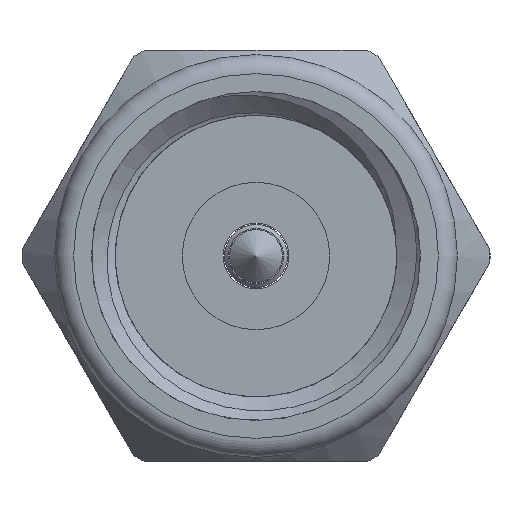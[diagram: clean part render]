
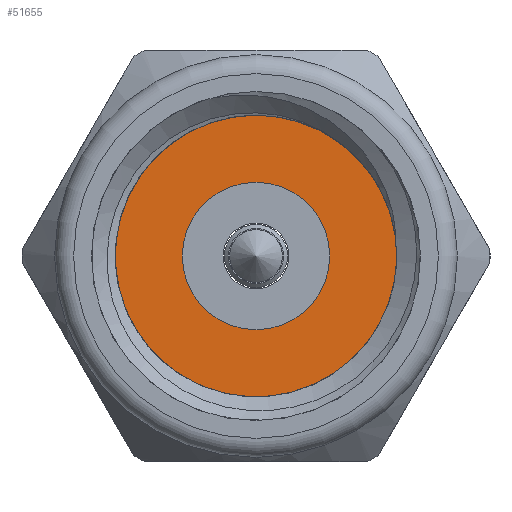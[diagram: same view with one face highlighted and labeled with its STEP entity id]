
A CAD part, left-side view. The second image highlights one B-rep face of the part: STEP entity #51655.
In plain terms, the highlighted planar face has unit normal (-1, 0, 0).
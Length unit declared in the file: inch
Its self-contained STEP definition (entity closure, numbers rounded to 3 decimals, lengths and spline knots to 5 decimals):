
#62 = FACE_OUTER_BOUND ( 'NONE', #39946, .T. ) ;
#2081 = B_SPLINE_CURVE_WITH_KNOTS ( 'NONE', 3,
 ( #35023, #17476, #25685, #9836, #34210, #38912 ),
 .UNSPECIFIED., .F., .F.,
 ( 4, 2, 4 ),
 ( 0., 0.00108, 0.00217 ),
 .UNSPECIFIED. ) ;
#3265 = CARTESIAN_POINT ( 'NONE',  ( 0.15, -0.031, -0.11822 ) ) ;
#6439 = DIRECTION ( 'NONE',  ( 0., 0., 1. ) ) ;
#6739 = VECTOR ( 'NONE', #6439, 39.37008 ) ;
#7391 = CARTESIAN_POINT ( 'NONE',  ( 0.15, 0.05366, 0.09421 ) ) ;
#7896 = LINE ( 'NONE', #12023, #6739 ) ;
#9836 = CARTESIAN_POINT ( 'NONE',  ( 0.15, 0.09867, 0.04366 ) ) ;
#12023 = CARTESIAN_POINT ( 'NONE',  ( 0.15, 0., 0. ) ) ;
#12755 = CIRCLE ( 'NONE', #14514, 0.125 ) ;
#12852 = CARTESIAN_POINT ( 'NONE',  ( 0.15, -0.07301, -0.10146 ) ) ;
#12924 = PLANE ( 'NONE',  #15205 ) ;
#13685 = CARTESIAN_POINT ( 'NONE',  ( 0.15, -0.07301, -0.10146 ) ) ;
#13689 = EDGE_CURVE ( 'NONE', #18376, #18376, #24005, .T. ) ;
#14514 = AXIS2_PLACEMENT_3D ( 'NONE', #40607, #27900, #32301 ) ;
#15137 = ORIENTED_EDGE ( 'NONE', *, *, #29268, .T. ) ;
#15205 = AXIS2_PLACEMENT_3D ( 'NONE', #33201, #37074, #21414 ) ;
#15260 = VERTEX_POINT ( 'NONE', #20075 ) ;
#16204 = FACE_BOUND ( 'NONE', #51349, .T. ) ;
#16302 = CARTESIAN_POINT ( 'NONE',  ( 0.15, 0., 0.125 ) ) ;
#16810 = VERTEX_POINT ( 'NONE', #16302 ) ;
#17168 = ORIENTED_EDGE ( 'NONE', *, *, #33141, .F. ) ;
#17476 = CARTESIAN_POINT ( 'NONE',  ( 0.15, 0.07402, 0.07851 ) ) ;
#18376 = VERTEX_POINT ( 'NONE', #43129 ) ;
#19707 = CARTESIAN_POINT ( 'NONE',  ( 0.15, 0.10416, -0.04019 ) ) ;
#19997 = CARTESIAN_POINT ( 'NONE',  ( 0.15, 0.01148, 0.11106 ) ) ;
#20075 = CARTESIAN_POINT ( 'NONE',  ( 0.15, 0., 0.11177 ) ) ;
#20538 = CARTESIAN_POINT ( 'NONE',  ( 0.15, -0.06331, -0.10755 ) ) ;
#21154 = ORIENTED_EDGE ( 'NONE', *, *, #31804, .T. ) ;
#21414 = DIRECTION ( 'NONE',  ( 0., 0., 1. ) ) ;
#24005 = CIRCLE ( 'NONE', #50373, 0.056 ) ;
#24661 = ORIENTED_EDGE ( 'NONE', *, *, #13689, .F. ) ;
#25158 = CARTESIAN_POINT ( 'NONE',  ( 0.15, 0.04637, -0.1077 ) ) ;
#25685 = CARTESIAN_POINT ( 'NONE',  ( 0.15, 0.08386, 0.06788 ) ) ;
#27635 = CARTESIAN_POINT ( 'NONE',  ( 0.15, 0.10575, 0.01604 ) ) ;
#27900 = DIRECTION ( 'NONE',  ( -1., 0., 0. ) ) ;
#27912 = CARTESIAN_POINT ( 'NONE',  ( 0.15, 0.06247, 0.08682 ) ) ;
#28735 = CARTESIAN_POINT ( 'NONE',  ( 0.15, 0.02254, 0.10857 ) ) ;
#28998 = CARTESIAN_POINT ( 'NONE',  ( 0.15, 0., 0.11177 ) ) ;
#29268 = EDGE_CURVE ( 'NONE', #49249, #16810, #12755, .T. ) ;
#31804 = EDGE_CURVE ( 'NONE', #53043, #49249, #48598, .T. ) ;
#32301 = DIRECTION ( 'NONE',  ( 0., 0., 1. ) ) ;
#32568 = CARTESIAN_POINT ( 'NONE',  ( 0.15, -0.03661, -0.11698 ) ) ;
#33141 = EDGE_CURVE ( 'NONE', #15260, #16810, #7896, .T. ) ;
#33201 = CARTESIAN_POINT ( 'NONE',  ( 0.15, 0., 0. ) ) ;
#34210 = CARTESIAN_POINT ( 'NONE',  ( 0.15, 0.10361, 0.03011 ) ) ;
#34390 = CARTESIAN_POINT ( 'NONE',  ( 0.15, 0.10575, 0.01604 ) ) ;
#34853 = CARTESIAN_POINT ( 'NONE',  ( 0.15, 0., 0. ) ) ;
#35023 = CARTESIAN_POINT ( 'NONE',  ( 0.15, 0.06247, 0.08682 ) ) ;
#35398 = DIRECTION ( 'NONE',  ( 0., 0., 1. ) ) ;
#36722 = CARTESIAN_POINT ( 'NONE',  ( 0.15, 0.05142, -0.10495 ) ) ;
#36994 = CARTESIAN_POINT ( 'NONE',  ( 0.15, -0.01409, -0.12033 ) ) ;
#37074 = DIRECTION ( 'NONE',  ( -1., 0., 0. ) ) ;
#38912 = CARTESIAN_POINT ( 'NONE',  ( 0.15, 0.10575, 0.01604 ) ) ;
#39547 = DIRECTION ( 'NONE',  ( -1., 0., 0. ) ) ;
#39946 = EDGE_LOOP ( 'NONE', ( #17168, #47051, #51274, #21154, #15137 ) ) ;
#40325 = CARTESIAN_POINT ( 'NONE',  ( 0.15, 0.10905, -0.00641 ) ) ;
#40604 = CARTESIAN_POINT ( 'NONE',  ( 0.15, 0.10697, -0.02916 ) ) ;
#40607 = CARTESIAN_POINT ( 'NONE',  ( 0.15, 0., 0. ) ) ;
#40870 = CARTESIAN_POINT ( 'NONE',  ( 0.15, 0.09065, -0.07158 ) ) ;
#41403 = CARTESIAN_POINT ( 'NONE',  ( 0.15, 0.01438, -0.11901 ) ) ;
#41689 = CARTESIAN_POINT ( 'NONE',  ( 0.15, -0.05291, -0.1122 ) ) ;
#41954 = VERTEX_POINT ( 'NONE', #42476 ) ;
#42476 = CARTESIAN_POINT ( 'NONE',  ( 0.15, 0.06247, 0.08682 ) ) ;
#43129 = CARTESIAN_POINT ( 'NONE',  ( 0.15, 0., 0.056 ) ) ;
#44487 = CARTESIAN_POINT ( 'NONE',  ( 0.15, 0.1083, 0.00487 ) ) ;
#45296 = CARTESIAN_POINT ( 'NONE',  ( 0.15, 0.03599, -0.1124 ) ) ;
#45847 = CARTESIAN_POINT ( 'NONE',  ( 0.15, 0.03068, -0.11435 ) ) ;
#47051 = ORIENTED_EDGE ( 'NONE', *, *, #49097, .T. ) ;
#48598 = B_SPLINE_CURVE_WITH_KNOTS ( 'NONE', 3,
 ( #27635, #44487, #40325, #40604, #19707, #40870, #49665, #36722, #25158, #45296, #45847, #41403, #53508, #36994, #50488, #3265, #32568, #41689, #20538, #12852 ),
 .UNSPECIFIED., .F., .F.,
 ( 4, 2, 2, 2, 2, 2, 2, 2, 2, 4 ),
 ( 0., 0.00086, 0.00172, 0.00344, 0.00388, 0.00431, 0.00517, 0.0056, 0.00603, 0.00689 ),
 .UNSPECIFIED. ) ;
#49097 = EDGE_CURVE ( 'NONE', #15260, #41954, #54133, .T. ) ;
#49124 = CARTESIAN_POINT ( 'NONE',  ( 0.15, 0.04384, 0.10008 ) ) ;
#49249 = VERTEX_POINT ( 'NONE', #13685 ) ;
#49665 = CARTESIAN_POINT ( 'NONE',  ( 0.15, 0.07521, -0.0896 ) ) ;
#50373 = AXIS2_PLACEMENT_3D ( 'NONE', #34853, #39547, #35398 ) ;
#50488 = CARTESIAN_POINT ( 'NONE',  ( 0.15, -0.01973, -0.11989 ) ) ;
#51274 = ORIENTED_EDGE ( 'NONE', *, *, #52236, .T. ) ;
#51349 = EDGE_LOOP ( 'NONE', ( #24661 ) ) ;
#51655 = ADVANCED_FACE ( 'NONE', ( #16204, #62 ), #12924, .T. ) ;
#52236 = EDGE_CURVE ( 'NONE', #41954, #53043, #2081, .T. ) ;
#53043 = VERTEX_POINT ( 'NONE', #34390 ) ;
#53508 = CARTESIAN_POINT ( 'NONE',  ( 0.15, 0.00289, -0.1205 ) ) ;
#54133 = B_SPLINE_CURVE_WITH_KNOTS ( 'NONE', 3,
 ( #28998, #19997, #28735, #49124, #7391, #27912 ),
 .UNSPECIFIED., .F., .F.,
 ( 4, 2, 4 ),
 ( 0., 0.00086, 0.00173 ),
 .UNSPECIFIED. ) ;
